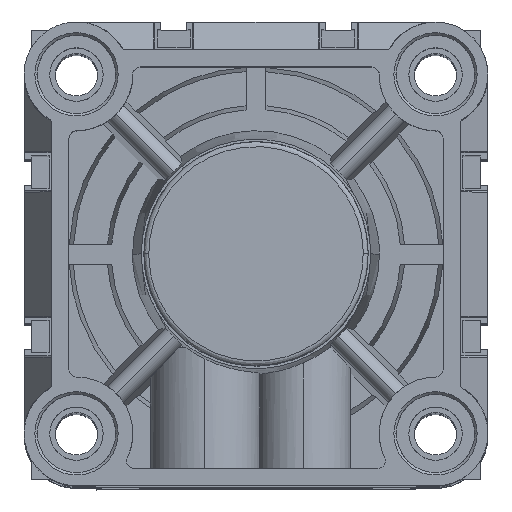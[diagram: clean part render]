
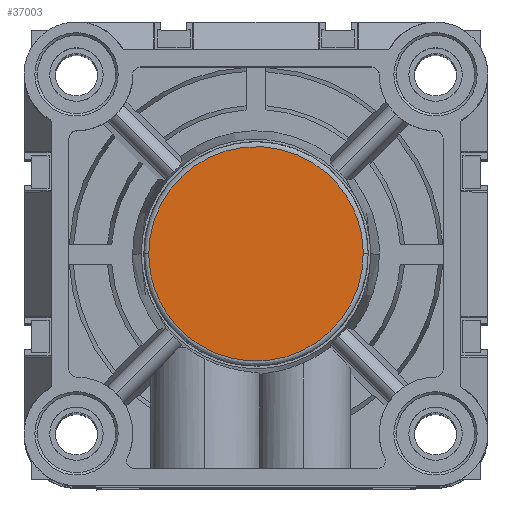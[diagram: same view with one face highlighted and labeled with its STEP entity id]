
A CAD part, top view. The second image highlights one B-rep face of the part: STEP entity #37003.
In plain terms, the highlighted planar face has unit normal (0, 0, 1).
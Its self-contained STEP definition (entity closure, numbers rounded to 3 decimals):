
#4348 = EDGE_LOOP ( 'NONE', ( #7603, #12361 ) ) ;
#7603 = ORIENTED_EDGE ( 'NONE', *, *, #37863, .F. ) ;
#7631 = CARTESIAN_POINT ( 'NONE',  ( 19.5, -2., 40. ) ) ;
#9551 = DIRECTION ( 'NONE',  ( 0., 0., 1. ) ) ;
#12361 = ORIENTED_EDGE ( 'NONE', *, *, #43723, .F. ) ;
#19029 = VERTEX_POINT ( 'NONE', #37634 ) ;
#19152 = CARTESIAN_POINT ( 'NONE',  ( 19.5, 41., 40. ) ) ;
#19471 = CARTESIAN_POINT ( 'NONE',  ( 62.5, 84., 40. ) ) ;
#19527 = CARTESIAN_POINT ( 'NONE',  ( 19.5, 41., 40. ) ) ;
#19706 = FACE_OUTER_BOUND ( 'NONE', #4348, .T. ) ;
#21158 =( BOUNDED_CURVE ( )  B_SPLINE_CURVE ( 3, ( #40674, #26064, #7631, #33449 ),
 .UNSPECIFIED., .F., .T. ) 
 B_SPLINE_CURVE_WITH_KNOTS ( ( 4, 4 ),
 ( 0., 1. ),
 .UNSPECIFIED. ) 
 CURVE ( )  GEOMETRIC_REPRESENTATION_ITEM ( )  RATIONAL_B_SPLINE_CURVE ( ( 0.957, 0.319, 0.319, 0.957 ) ) 
 REPRESENTATION_ITEM ( '' )  );
#26064 = CARTESIAN_POINT ( 'NONE',  ( 62.5, -2., 40. ) ) ;
#29251 = VERTEX_POINT ( 'NONE', #19527 ) ;
#31654 = CARTESIAN_POINT ( 'NONE',  ( 19.242, 19.242, 40. ) ) ;
#33449 = CARTESIAN_POINT ( 'NONE',  ( 19.5, 41., 40. ) ) ;
#35315 = DIRECTION ( 'NONE',  ( 1., 0., 0. ) ) ;
#37003 = ADVANCED_FACE ( 'NONE', ( #19706 ), #38558, .T. ) ;
#37634 = CARTESIAN_POINT ( 'NONE',  ( 62.5, 41., 40. ) ) ;
#37863 = EDGE_CURVE ( 'NONE', #29251, #19029, #45979, .T. ) ;
#38558 = PLANE ( 'NONE',  #45292 ) ;
#40674 = CARTESIAN_POINT ( 'NONE',  ( 62.5, 41., 40. ) ) ;
#43723 = EDGE_CURVE ( 'NONE', #19029, #29251, #21158, .T. ) ;
#44876 = CARTESIAN_POINT ( 'NONE',  ( 19.5, 84., 40. ) ) ;
#45196 = CARTESIAN_POINT ( 'NONE',  ( 62.5, 41., 40. ) ) ;
#45292 = AXIS2_PLACEMENT_3D ( 'NONE', #31654, #9551, #35315 ) ;
#45979 =( BOUNDED_CURVE ( )  B_SPLINE_CURVE ( 3, ( #19152, #44876, #19471, #45196 ),
 .UNSPECIFIED., .F., .T. ) 
 B_SPLINE_CURVE_WITH_KNOTS ( ( 4, 4 ),
 ( 0., 1. ),
 .UNSPECIFIED. ) 
 CURVE ( )  GEOMETRIC_REPRESENTATION_ITEM ( )  RATIONAL_B_SPLINE_CURVE ( ( 0.957, 0.319, 0.319, 0.957 ) ) 
 REPRESENTATION_ITEM ( '' )  );
